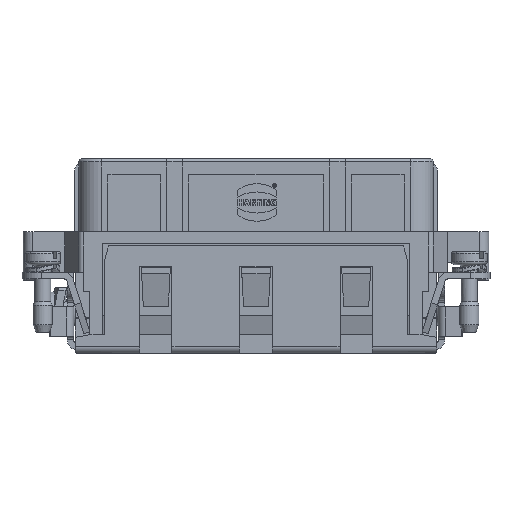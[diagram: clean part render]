
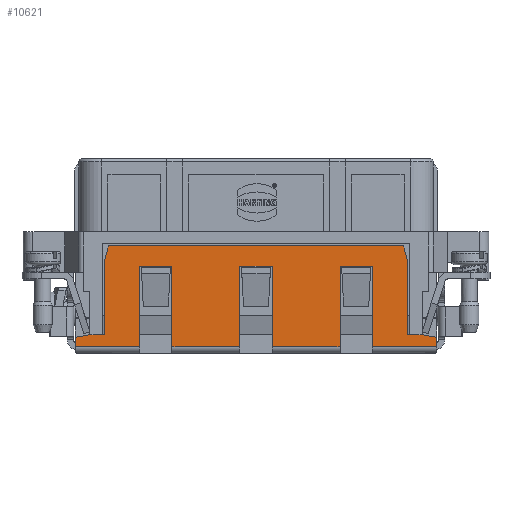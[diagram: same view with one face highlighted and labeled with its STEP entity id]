
A CAD part, front view. The second image highlights one B-rep face of the part: STEP entity #10621.
In plain terms, the highlighted planar face has unit normal (0, -1, 0).
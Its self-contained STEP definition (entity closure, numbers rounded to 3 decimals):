
#10621=ADVANCED_FACE('',(#12768),#11918,.T.);
#11918=PLANE('',#36039);
#12768=FACE_OUTER_BOUND('',#14249,.T.);
#14249=EDGE_LOOP('',(#18469,#18470,#18471,#18472,#18473,#18474,#18475,#18476,
#18477,#18478,#18479,#18480,#18481,#18482,#18483,#18484,#18485,#18486,#18487,
#18488,#18489,#18490,#18491,#18492,#18493,#18494));
#18469=ORIENTED_EDGE('',*,*,#27236,.T.);
#18470=ORIENTED_EDGE('',*,*,#27235,.T.);
#18471=ORIENTED_EDGE('',*,*,#27242,.F.);
#18472=ORIENTED_EDGE('',*,*,#26238,.F.);
#18473=ORIENTED_EDGE('',*,*,#27243,.T.);
#18474=ORIENTED_EDGE('',*,*,#27232,.T.);
#18475=ORIENTED_EDGE('',*,*,#27228,.T.);
#18476=ORIENTED_EDGE('',*,*,#27227,.T.);
#18477=ORIENTED_EDGE('',*,*,#27224,.T.);
#18478=ORIENTED_EDGE('',*,*,#27222,.T.);
#18479=ORIENTED_EDGE('',*,*,#27221,.T.);
#18480=ORIENTED_EDGE('',*,*,#27219,.T.);
#18481=ORIENTED_EDGE('',*,*,#27216,.T.);
#18482=ORIENTED_EDGE('',*,*,#27214,.T.);
#18483=ORIENTED_EDGE('',*,*,#27213,.T.);
#18484=ORIENTED_EDGE('',*,*,#27211,.T.);
#18485=ORIENTED_EDGE('',*,*,#27208,.T.);
#18486=ORIENTED_EDGE('',*,*,#27206,.T.);
#18487=ORIENTED_EDGE('',*,*,#27204,.T.);
#18488=ORIENTED_EDGE('',*,*,#27199,.F.);
#18489=ORIENTED_EDGE('',*,*,#27244,.T.);
#18490=ORIENTED_EDGE('',*,*,#26230,.F.);
#18491=ORIENTED_EDGE('',*,*,#27245,.F.);
#18492=ORIENTED_EDGE('',*,*,#27196,.T.);
#18493=ORIENTED_EDGE('',*,*,#27195,.T.);
#18494=ORIENTED_EDGE('',*,*,#27192,.T.);
#23761=VERTEX_POINT('',#45767);
#23762=VERTEX_POINT('',#45768);
#23769=VERTEX_POINT('',#45783);
#23770=VERTEX_POINT('',#45785);
#24413=VERTEX_POINT('',#47960);
#24414=VERTEX_POINT('',#47962);
#24415=VERTEX_POINT('',#47966);
#24416=VERTEX_POINT('',#47970);
#24417=VERTEX_POINT('',#47974);
#24418=VERTEX_POINT('',#47976);
#24421=VERTEX_POINT('',#47985);
#24422=VERTEX_POINT('',#47989);
#24423=VERTEX_POINT('',#47993);
#24424=VERTEX_POINT('',#47997);
#24425=VERTEX_POINT('',#48001);
#24426=VERTEX_POINT('',#48005);
#24427=VERTEX_POINT('',#48009);
#24428=VERTEX_POINT('',#48013);
#24429=VERTEX_POINT('',#48017);
#24430=VERTEX_POINT('',#48021);
#24431=VERTEX_POINT('',#48025);
#24432=VERTEX_POINT('',#48029);
#24433=VERTEX_POINT('',#48033);
#24434=VERTEX_POINT('',#48037);
#24435=VERTEX_POINT('',#48042);
#24436=VERTEX_POINT('',#48044);
#26230=EDGE_CURVE('',#23761,#23762,#29693,.T.);
#26238=EDGE_CURVE('',#23769,#23770,#29701,.T.);
#27192=EDGE_CURVE('',#24414,#24413,#30479,.T.);
#27195=EDGE_CURVE('',#24415,#24414,#30482,.T.);
#27196=EDGE_CURVE('',#24416,#24415,#30483,.T.);
#27199=EDGE_CURVE('',#24417,#24418,#30486,.T.);
#27204=EDGE_CURVE('',#24421,#24418,#30490,.T.);
#27206=EDGE_CURVE('',#24422,#24421,#30491,.T.);
#27208=EDGE_CURVE('',#24423,#24422,#30493,.T.);
#27211=EDGE_CURVE('',#24424,#24423,#30495,.T.);
#27213=EDGE_CURVE('',#24425,#24424,#30496,.T.);
#27214=EDGE_CURVE('',#24426,#24425,#30497,.T.);
#27216=EDGE_CURVE('',#24427,#24426,#30499,.T.);
#27219=EDGE_CURVE('',#24428,#24427,#30501,.T.);
#27221=EDGE_CURVE('',#24429,#24428,#30502,.T.);
#27222=EDGE_CURVE('',#24430,#24429,#30503,.T.);
#27224=EDGE_CURVE('',#24431,#24430,#30505,.T.);
#27227=EDGE_CURVE('',#24432,#24431,#30507,.T.);
#27228=EDGE_CURVE('',#24433,#24432,#30508,.T.);
#27232=EDGE_CURVE('',#24434,#24433,#30511,.T.);
#27235=EDGE_CURVE('',#24435,#24436,#30514,.T.);
#27236=EDGE_CURVE('',#24413,#24435,#30515,.T.);
#27242=EDGE_CURVE('',#23770,#24436,#30521,.T.);
#27243=EDGE_CURVE('',#23769,#24434,#30522,.T.);
#27244=EDGE_CURVE('',#24417,#23762,#30523,.T.);
#27245=EDGE_CURVE('',#24416,#23761,#30524,.T.);
#29693=LINE('',#45766,#31860);
#29701=LINE('',#45784,#31868);
#30479=LINE('',#47961,#32646);
#30482=LINE('',#47967,#32649);
#30483=LINE('',#47969,#32650);
#30486=LINE('',#47975,#32653);
#30490=LINE('',#47984,#32657);
#30491=LINE('',#47988,#32658);
#30493=LINE('',#47992,#32660);
#30495=LINE('',#47998,#32662);
#30496=LINE('',#48002,#32663);
#30497=LINE('',#48004,#32664);
#30499=LINE('',#48008,#32666);
#30501=LINE('',#48014,#32668);
#30502=LINE('',#48018,#32669);
#30503=LINE('',#48020,#32670);
#30505=LINE('',#48024,#32672);
#30507=LINE('',#48030,#32674);
#30508=LINE('',#48032,#32675);
#30511=LINE('',#48039,#32678);
#30514=LINE('',#48045,#32681);
#30515=LINE('',#48047,#32682);
#30521=LINE('',#48058,#32688);
#30522=LINE('',#48059,#32689);
#30523=LINE('',#48060,#32690);
#30524=LINE('',#48061,#32691);
#31860=VECTOR('',#37569,1.);
#31868=VECTOR('',#37579,1.);
#32646=VECTOR('',#39363,1.);
#32649=VECTOR('',#39368,1.);
#32650=VECTOR('',#39371,1.);
#32653=VECTOR('',#39376,1.);
#32657=VECTOR('',#39384,1.);
#32658=VECTOR('',#39389,1.);
#32660=VECTOR('',#39393,1.);
#32662=VECTOR('',#39399,1.);
#32663=VECTOR('',#39404,1.);
#32664=VECTOR('',#39407,1.);
#32666=VECTOR('',#39411,1.);
#32668=VECTOR('',#39417,1.);
#32669=VECTOR('',#39422,1.);
#32670=VECTOR('',#39425,1.);
#32672=VECTOR('',#39429,1.);
#32674=VECTOR('',#39435,1.);
#32675=VECTOR('',#39438,1.);
#32678=VECTOR('',#39445,1.);
#32681=VECTOR('',#39450,1.);
#32682=VECTOR('',#39453,1.);
#32688=VECTOR('',#39469,1.);
#32689=VECTOR('',#39470,1.);
#32690=VECTOR('',#39471,1.);
#32691=VECTOR('',#39472,1.);
#36039=AXIS2_PLACEMENT_3D('',#48062,#39473,#39474);
#37569=DIRECTION('',(1.,0.,0.));
#37579=DIRECTION('',(1.,0.,0.));
#39363=DIRECTION('',(-1.,0.,0.));
#39368=DIRECTION('',(-0.259,0.,0.966));
#39371=DIRECTION('',(0.,0.,1.));
#39376=DIRECTION('',(0.,0.,-1.));
#39384=DIRECTION('',(1.,0.,0.));
#39389=DIRECTION('',(0.,0.,-1.));
#39393=DIRECTION('',(1.,0.,0.));
#39399=DIRECTION('',(0.,0.,1.));
#39404=DIRECTION('',(1.,0.,0.));
#39407=DIRECTION('',(0.,0.,-1.));
#39411=DIRECTION('',(1.,0.,0.));
#39417=DIRECTION('',(0.,0.,1.));
#39422=DIRECTION('',(1.,0.,0.));
#39425=DIRECTION('',(0.,0.,-1.));
#39429=DIRECTION('',(1.,0.,0.));
#39435=DIRECTION('',(0.,0.,1.));
#39438=DIRECTION('',(1.,0.,0.));
#39445=DIRECTION('',(0.,0.,-1.));
#39450=DIRECTION('',(0.,0.,-1.));
#39453=DIRECTION('',(-0.259,0.,-0.966));
#39469=DIRECTION('',(1.,0.,0.));
#39470=DIRECTION('',(-0.985,0.,-0.174));
#39471=DIRECTION('',(-0.985,0.,0.174));
#39472=DIRECTION('',(1.,0.,0.));
#39473=DIRECTION('',(0.,-1.,0.));
#39474=DIRECTION('',(-1.,0.,0.));
#45766=CARTESIAN_POINT('',(-29.1,-11.2,-8.6));
#45767=CARTESIAN_POINT('',(23.75,-11.2,-8.6));
#45768=CARTESIAN_POINT('',(25.566,-11.2,-8.6));
#45783=CARTESIAN_POINT('',(-25.566,-11.2,-8.6));
#45784=CARTESIAN_POINT('',(-25.566,-11.2,-8.6));
#45785=CARTESIAN_POINT('',(-23.75,-11.2,-8.6));
#47960=CARTESIAN_POINT('',(-22.83,-11.2,5.1));
#47961=CARTESIAN_POINT('',(22.83,-11.2,5.1));
#47962=CARTESIAN_POINT('',(22.83,-11.2,5.1));
#47966=CARTESIAN_POINT('',(23.5,-11.2,2.6));
#47967=CARTESIAN_POINT('',(23.5,-11.2,2.6));
#47969=CARTESIAN_POINT('',(23.5,-11.2,-8.6));
#47970=CARTESIAN_POINT('',(23.5,-11.2,-8.6));
#47974=CARTESIAN_POINT('',(28.,-11.2,-9.029));
#47975=CARTESIAN_POINT('',(28.,-11.2,-9.029));
#47976=CARTESIAN_POINT('',(28.,-11.2,-10.5));
#47984=CARTESIAN_POINT('',(18.,-11.2,-10.5));
#47985=CARTESIAN_POINT('',(18.,-11.2,-10.5));
#47988=CARTESIAN_POINT('',(18.,-11.2,2.));
#47989=CARTESIAN_POINT('',(18.,-11.2,2.));
#47992=CARTESIAN_POINT('',(13.,-11.2,2.));
#47993=CARTESIAN_POINT('',(13.,-11.2,2.));
#47997=CARTESIAN_POINT('',(13.,-11.2,-10.5));
#47998=CARTESIAN_POINT('',(13.,-11.2,-10.5));
#48001=CARTESIAN_POINT('',(2.5,-11.2,-10.5));
#48002=CARTESIAN_POINT('',(2.5,-11.2,-10.5));
#48004=CARTESIAN_POINT('',(2.5,-11.2,2.));
#48005=CARTESIAN_POINT('',(2.5,-11.2,2.));
#48008=CARTESIAN_POINT('',(-2.5,-11.2,2.));
#48009=CARTESIAN_POINT('',(-2.5,-11.2,2.));
#48013=CARTESIAN_POINT('',(-2.5,-11.2,-10.5));
#48014=CARTESIAN_POINT('',(-2.5,-11.2,-10.5));
#48017=CARTESIAN_POINT('',(-13.,-11.2,-10.5));
#48018=CARTESIAN_POINT('',(-13.,-11.2,-10.5));
#48020=CARTESIAN_POINT('',(-13.,-11.2,2.));
#48021=CARTESIAN_POINT('',(-13.,-11.2,2.));
#48024=CARTESIAN_POINT('',(-18.,-11.2,2.));
#48025=CARTESIAN_POINT('',(-18.,-11.2,2.));
#48029=CARTESIAN_POINT('',(-18.,-11.2,-10.5));
#48030=CARTESIAN_POINT('',(-18.,-11.2,-10.5));
#48032=CARTESIAN_POINT('',(-28.,-11.2,-10.5));
#48033=CARTESIAN_POINT('',(-28.,-11.2,-10.5));
#48037=CARTESIAN_POINT('',(-28.,-11.2,-9.029));
#48039=CARTESIAN_POINT('',(-28.,-11.2,-9.029));
#48042=CARTESIAN_POINT('',(-23.5,-11.2,2.6));
#48044=CARTESIAN_POINT('',(-23.5,-11.2,-8.6));
#48045=CARTESIAN_POINT('',(-23.5,-11.2,2.6));
#48047=CARTESIAN_POINT('',(-22.83,-11.2,5.1));
#48058=CARTESIAN_POINT('',(-25.566,-11.2,-8.6));
#48059=CARTESIAN_POINT('',(-25.566,-11.2,-8.6));
#48060=CARTESIAN_POINT('',(28.,-11.2,-9.029));
#48061=CARTESIAN_POINT('',(23.5,-11.2,-8.6));
#48062=CARTESIAN_POINT('',(28.2,-11.2,5.3));
